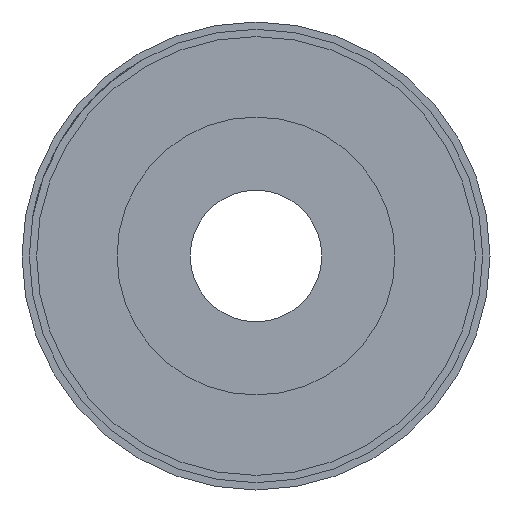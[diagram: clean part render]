
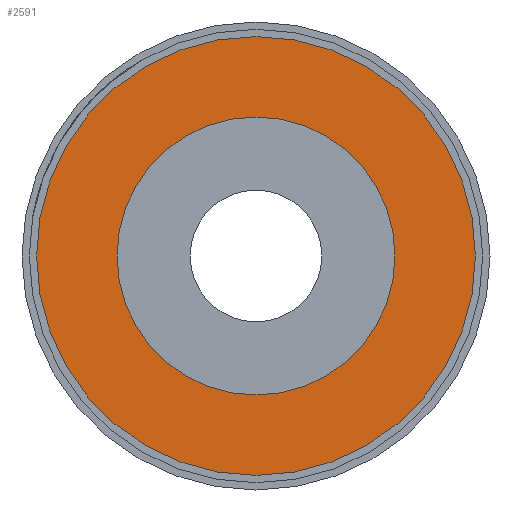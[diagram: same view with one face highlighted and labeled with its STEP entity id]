
A CAD part, left-side view. The second image highlights one B-rep face of the part: STEP entity #2591.
In plain terms, the highlighted planar face has unit normal (-1, 0, 0).
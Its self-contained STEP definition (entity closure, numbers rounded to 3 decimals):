
#77 = ORIENTED_EDGE ( 'NONE', *, *, #3596, .F. ) ;
#412 = EDGE_LOOP ( 'NONE', ( #3764, #4658 ) ) ;
#650 = CARTESIAN_POINT ( 'NONE',  ( 0., 0., 15. ) ) ;
#772 = CIRCLE ( 'NONE', #2406, 9.5 ) ;
#908 = AXIS2_PLACEMENT_3D ( 'NONE', #6307, #4552, #5689 ) ;
#1570 = CARTESIAN_POINT ( 'NONE',  ( 0., 0., -9.5 ) ) ;
#2027 = CARTESIAN_POINT ( 'NONE',  ( 0., 0., -15. ) ) ;
#2045 = CIRCLE ( 'NONE', #5404, 9.5 ) ;
#2076 = CARTESIAN_POINT ( 'NONE',  ( 0., 0., 9.5 ) ) ;
#2105 = DIRECTION ( 'NONE',  ( 0., 0., 1. ) ) ;
#2233 = EDGE_CURVE ( 'NONE', #6825, #6083, #772, .T. ) ;
#2258 = DIRECTION ( 'NONE',  ( 0., 0., 1. ) ) ;
#2290 = CIRCLE ( 'NONE', #6277, 15. ) ;
#2406 = AXIS2_PLACEMENT_3D ( 'NONE', #7243, #3021, #5441 ) ;
#2419 = CARTESIAN_POINT ( 'NONE',  ( 0., 0., 0. ) ) ;
#2577 = DIRECTION ( 'NONE',  ( -1., 0., 0. ) ) ;
#2591 = ADVANCED_FACE ( 'NONE', ( #3705, #6004 ), #4839, .F. ) ;
#2878 = DIRECTION ( 'NONE',  ( -1., 0., 0. ) ) ;
#3021 = DIRECTION ( 'NONE',  ( -1., 0., 0. ) ) ;
#3596 = EDGE_CURVE ( 'NONE', #6083, #6825, #2045, .T. ) ;
#3705 = FACE_BOUND ( 'NONE', #6505, .T. ) ;
#3764 = ORIENTED_EDGE ( 'NONE', *, *, #4314, .T. ) ;
#3946 = VERTEX_POINT ( 'NONE', #2027 ) ;
#3981 = EDGE_CURVE ( 'NONE', #3946, #5943, #2290, .T. ) ;
#4257 = CARTESIAN_POINT ( 'NONE',  ( 0., 0., 0. ) ) ;
#4314 = EDGE_CURVE ( 'NONE', #5943, #3946, #7657, .T. ) ;
#4552 = DIRECTION ( 'NONE',  ( -1., 0., 0. ) ) ;
#4658 = ORIENTED_EDGE ( 'NONE', *, *, #3981, .T. ) ;
#4839 = PLANE ( 'NONE',  #6272 ) ;
#4875 = DIRECTION ( 'NONE',  ( 0., 0., -1. ) ) ;
#5404 = AXIS2_PLACEMENT_3D ( 'NONE', #6984, #2878, #2258 ) ;
#5441 = DIRECTION ( 'NONE',  ( 0., 0., 1. ) ) ;
#5689 = DIRECTION ( 'NONE',  ( 0., 0., 1. ) ) ;
#5943 = VERTEX_POINT ( 'NONE', #650 ) ;
#6004 = FACE_OUTER_BOUND ( 'NONE', #412, .T. ) ;
#6083 = VERTEX_POINT ( 'NONE', #2076 ) ;
#6272 = AXIS2_PLACEMENT_3D ( 'NONE', #2419, #7222, #4875 ) ;
#6277 = AXIS2_PLACEMENT_3D ( 'NONE', #4257, #2577, #2105 ) ;
#6307 = CARTESIAN_POINT ( 'NONE',  ( 0., 0., 0. ) ) ;
#6505 = EDGE_LOOP ( 'NONE', ( #77, #7584 ) ) ;
#6825 = VERTEX_POINT ( 'NONE', #1570 ) ;
#6984 = CARTESIAN_POINT ( 'NONE',  ( 0., 0., 0. ) ) ;
#7222 = DIRECTION ( 'NONE',  ( 1., 0., 0. ) ) ;
#7243 = CARTESIAN_POINT ( 'NONE',  ( 0., 0., 0. ) ) ;
#7584 = ORIENTED_EDGE ( 'NONE', *, *, #2233, .F. ) ;
#7657 = CIRCLE ( 'NONE', #908, 15. ) ;
